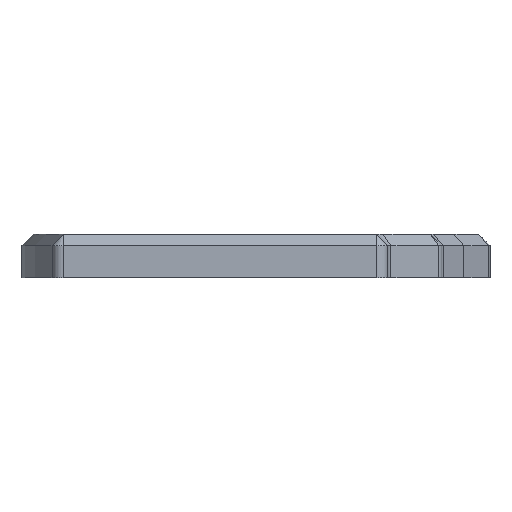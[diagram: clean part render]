
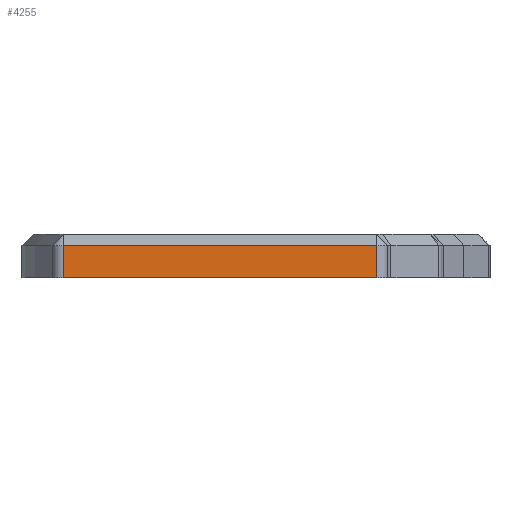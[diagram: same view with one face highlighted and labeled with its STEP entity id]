
A CAD part, left-side view. The second image highlights one B-rep face of the part: STEP entity #4255.
In plain terms, the highlighted planar face has unit normal (-1, 0, 0).
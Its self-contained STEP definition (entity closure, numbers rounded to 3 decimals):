
#248=PLANE('',#4629);
#482=FACE_OUTER_BOUND('',#741,.T.);
#741=EDGE_LOOP('',(#3907,#3908,#3909,#3910));
#813=LINE('',#6025,#1225);
#1142=LINE('',#7381,#1554);
#1153=LINE('',#7410,#1565);
#1154=LINE('',#7412,#1566);
#1225=VECTOR('',#4823,10.);
#1554=VECTOR('',#5722,10.);
#1565=VECTOR('',#5763,10.);
#1566=VECTOR('',#5766,10.);
#1835=VERTEX_POINT('',#6022);
#1836=VERTEX_POINT('',#6024);
#2117=VERTEX_POINT('',#7377);
#2118=VERTEX_POINT('',#7379);
#2234=EDGE_CURVE('',#1836,#1835,#813,.T.);
#2708=EDGE_CURVE('',#2118,#2117,#1142,.T.);
#2723=EDGE_CURVE('',#2117,#1835,#1153,.T.);
#2724=EDGE_CURVE('',#1836,#2118,#1154,.T.);
#3907=ORIENTED_EDGE('',*,*,#2708,.F.);
#3908=ORIENTED_EDGE('',*,*,#2724,.F.);
#3909=ORIENTED_EDGE('',*,*,#2234,.T.);
#3910=ORIENTED_EDGE('',*,*,#2723,.F.);
#4255=ADVANCED_FACE('',(#482),#248,.T.);
#4629=AXIS2_PLACEMENT_3D('',#7411,#5764,#5765);
#4823=DIRECTION('',(0.,-1.,0.));
#5722=DIRECTION('',(0.,-1.,0.));
#5763=DIRECTION('',(0.,0.,-1.));
#5764=DIRECTION('center_axis',(-1.,0.,0.));
#5765=DIRECTION('ref_axis',(0.,-1.,0.));
#5766=DIRECTION('',(0.,0.,1.));
#6022=CARTESIAN_POINT('',(3.05,44.15,0.));
#6024=CARTESIAN_POINT('',(3.05,126.615,0.));
#6025=CARTESIAN_POINT('',(3.05,129.003,0.));
#7377=CARTESIAN_POINT('',(3.05,44.15,8.5));
#7379=CARTESIAN_POINT('',(3.05,126.615,8.5));
#7381=CARTESIAN_POINT('',(3.05,102.132,8.5));
#7410=CARTESIAN_POINT('',(3.05,44.15,0.));
#7411=CARTESIAN_POINT('Origin',(3.05,129.003,0.));
#7412=CARTESIAN_POINT('',(3.05,126.615,0.));
